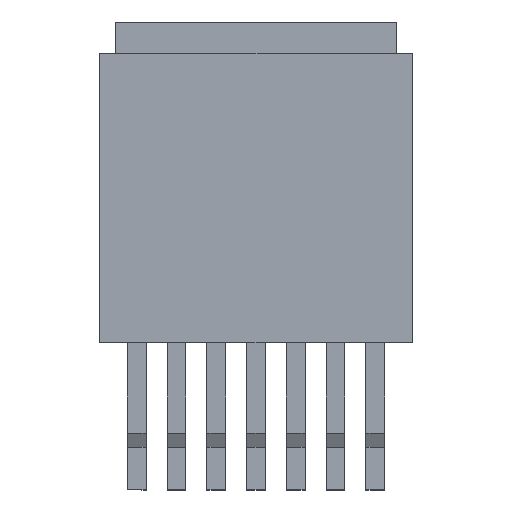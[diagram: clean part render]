
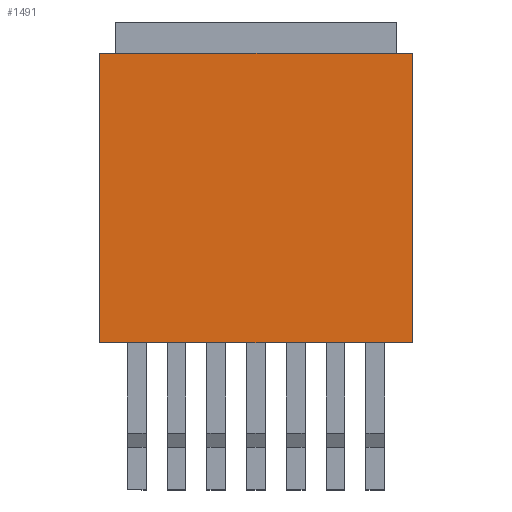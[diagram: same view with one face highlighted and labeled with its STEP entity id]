
A CAD part, top view. The second image highlights one B-rep face of the part: STEP entity #1491.
In plain terms, the highlighted planar face has unit normal (0, 0, 1).
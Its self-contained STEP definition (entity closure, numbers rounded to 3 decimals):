
#44 = CARTESIAN_POINT ( 'NONE',  ( 6.34, 4.655, 4.4 ) ) ;
#175 = VERTEX_POINT ( 'NONE', #2036 ) ;
#236 = VECTOR ( 'NONE', #2185, 1000. ) ;
#255 = EDGE_CURVE ( 'NONE', #927, #506, #727, .T. ) ;
#258 = VECTOR ( 'NONE', #643, 1000. ) ;
#284 = ORIENTED_EDGE ( 'NONE', *, *, #255, .T. ) ;
#363 = CARTESIAN_POINT ( 'NONE',  ( -3.66, -4.595, 4.4 ) ) ;
#459 = VECTOR ( 'NONE', #1831, 1000. ) ;
#504 = CARTESIAN_POINT ( 'NONE',  ( 6.34, 4.655, 4.4 ) ) ;
#506 = VERTEX_POINT ( 'NONE', #1324 ) ;
#584 = DIRECTION ( 'NONE',  ( 1., 0., 0. ) ) ;
#595 = CARTESIAN_POINT ( 'NONE',  ( -3.66, 4.655, 4.4 ) ) ;
#643 = DIRECTION ( 'NONE',  ( -1., 0., 0. ) ) ;
#727 = LINE ( 'NONE', #363, #1686 ) ;
#768 = CARTESIAN_POINT ( 'NONE',  ( 0., 0., 4.4 ) ) ;
#826 = LINE ( 'NONE', #504, #236 ) ;
#927 = VERTEX_POINT ( 'NONE', #2364 ) ;
#1092 = EDGE_CURVE ( 'NONE', #175, #927, #2098, .T. ) ;
#1320 = ORIENTED_EDGE ( 'NONE', *, *, #2274, .T. ) ;
#1324 = CARTESIAN_POINT ( 'NONE',  ( 6.34, -4.595, 4.4 ) ) ;
#1348 = EDGE_CURVE ( 'NONE', #506, #2114, #826, .T. ) ;
#1365 = CARTESIAN_POINT ( 'NONE',  ( -3.66, 4.655, 4.4 ) ) ;
#1491 = ADVANCED_FACE ( 'NONE', ( #2219 ), #1817, .T. ) ;
#1629 = ORIENTED_EDGE ( 'NONE', *, *, #1092, .T. ) ;
#1644 = DIRECTION ( 'NONE',  ( 0., 0., 1. ) ) ;
#1686 = VECTOR ( 'NONE', #2170, 1000. ) ;
#1817 = PLANE ( 'NONE',  #2086 ) ;
#1831 = DIRECTION ( 'NONE',  ( 0., -1., 0. ) ) ;
#1902 = EDGE_LOOP ( 'NONE', ( #1629, #284, #1909, #1320 ) ) ;
#1909 = ORIENTED_EDGE ( 'NONE', *, *, #1348, .T. ) ;
#2036 = CARTESIAN_POINT ( 'NONE',  ( -3.66, 4.655, 4.4 ) ) ;
#2086 = AXIS2_PLACEMENT_3D ( 'NONE', #768, #1644, #584 ) ;
#2098 = LINE ( 'NONE', #595, #459 ) ;
#2114 = VERTEX_POINT ( 'NONE', #44 ) ;
#2170 = DIRECTION ( 'NONE',  ( 1., 0., 0. ) ) ;
#2185 = DIRECTION ( 'NONE',  ( 0., 1., 0. ) ) ;
#2211 = LINE ( 'NONE', #1365, #258 ) ;
#2219 = FACE_OUTER_BOUND ( 'NONE', #1902, .T. ) ;
#2274 = EDGE_CURVE ( 'NONE', #2114, #175, #2211, .T. ) ;
#2364 = CARTESIAN_POINT ( 'NONE',  ( -3.66, -4.595, 4.4 ) ) ;
